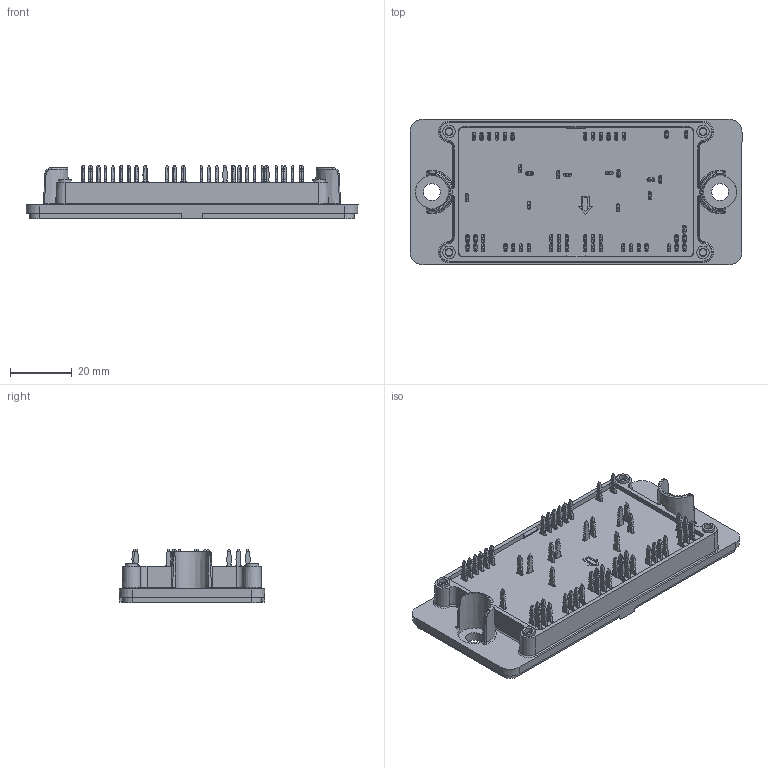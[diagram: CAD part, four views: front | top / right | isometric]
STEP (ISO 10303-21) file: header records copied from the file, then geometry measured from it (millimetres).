
FILE_DESCRIPTION(/* description */ ('Unknown'),/* implementation_level */ '2;1');
FILE_NAME(/* name */ 'Flow2-4T13Y-LH30(580)-01-OL',/* time_stamp */ '2018-06-11T15:40:01+02:00',/* author */ ('Unknown'),/* organization */ ('Unknown'),/* preprocessor_version */ 'ST-DEVELOPER v16.7',/* originating_system */ 'DEX',/* authorisation */ $);
FILE_SCHEMA (('AUTOMOTIVE_DESIGN {1 0 10303 214 3 1 1}'));
Length unit declared in the file: millimetre
Products named in the file (1): Flow2-4T13Y-LH30-01-OL
Bounding box: 107.2 x 47 x 17.38 mm (x, y, z)
Volume: 43825.7 mm3; surface area: 20347.2 mm2
Topology: 1 solids, 1 shells, 1975 faces, 5318 edges, 3450 vertices
Faces by surface type: plane 1161, cylinder 628, cone 152, bspline 18, torus 16
Full cylindrical faces by diameter (mm): 2.25 x4, 2.55 x4, 2.95 x2, 3 x4, 5.5 x2
Entity records: 78684 total; most frequent: CARTESIAN_POINT 14310, DIRECTION 10622, ORIENTED_EDGE 10536, EDGE_CURVE 5268, LINE 3714, VECTOR 3714, AXIS2_PLACEMENT_3D 3454, VERTEX_POINT 3434
